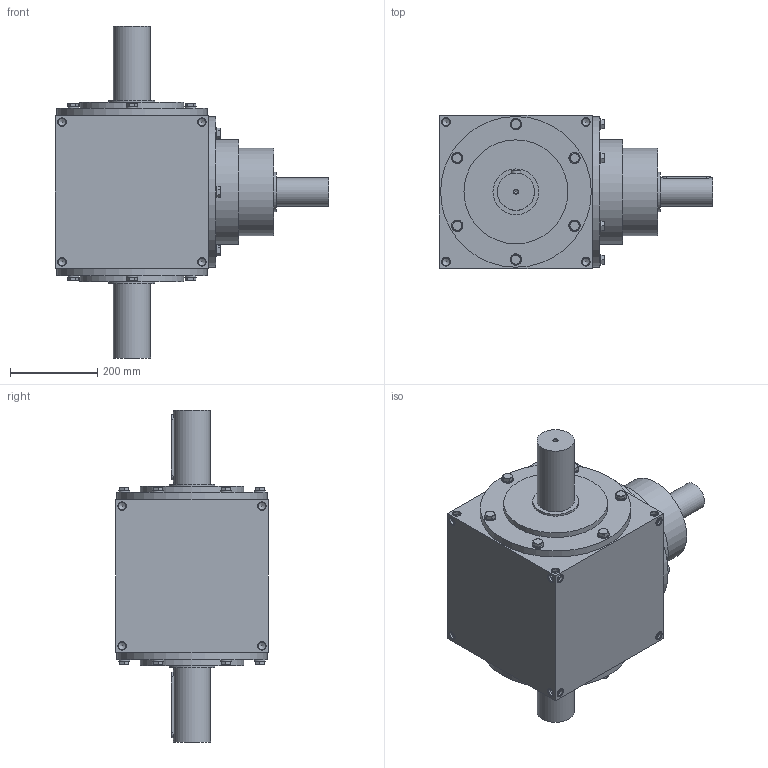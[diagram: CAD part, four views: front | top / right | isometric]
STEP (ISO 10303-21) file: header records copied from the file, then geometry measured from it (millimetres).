
FILE_DESCRIPTION( ( 'STEP AP214' ), ' ' );
FILE_NAME( 'RS350_S2_R.1_1.5.stp', '2017-10-01T14:16:09', ( '' ), ( '' ), ' ', 'PARTsolutions', ' ' );
FILE_SCHEMA( ( 'AUTOMOTIVE_DESIGN { 1 0 10303 214 1 1 1 1 }' ) );
Length unit declared in the file: millimetre
Products named in the file (5): RS350_S2_R.1/1.5; _RS3502-case; _RC350-shaft; _RC_RR350-screw; _RS350-proshaft
Assembly tree (22 placements, depth 2):
  RS350_S2_R.1/1.5
    _RS3502-case
    _RC350-shaft
    _RC_RR350-screw  x18
    _RS350-proshaft  x2
Bounding box: 625 x 350 x 760 mm (x, y, z)
Volume: 55926637.1 mm3; surface area: 1517452.5 mm2
Topology: 22 solids, 22 shells, 446 faces, 1052 edges, 650 vertices
Faces by surface type: plane 194, cone 162, cylinder 90
Full cylindrical faces by diameter (mm): 10.106 x3, 17.294 x48, 26 x18, 65 x1, 85 x2, 90 x2, 105 x3, 200 x1, 238 x2, 240 x1, 345 x3
Entity records: 5932 total; most frequent: CARTESIAN_POINT 950, DIRECTION 832, ORIENTED_EDGE 536, AXIS2_PLACEMENT_3D 396, EDGE_LOOP 292, EDGE_CURVE 268, VERTEX_POINT 238, FACE_OUTER_BOUND 225
